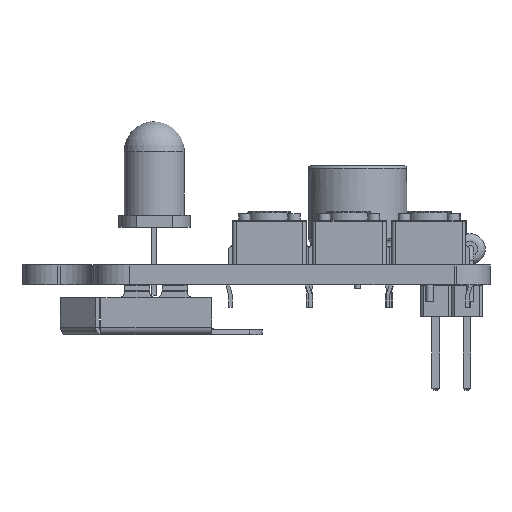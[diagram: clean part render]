
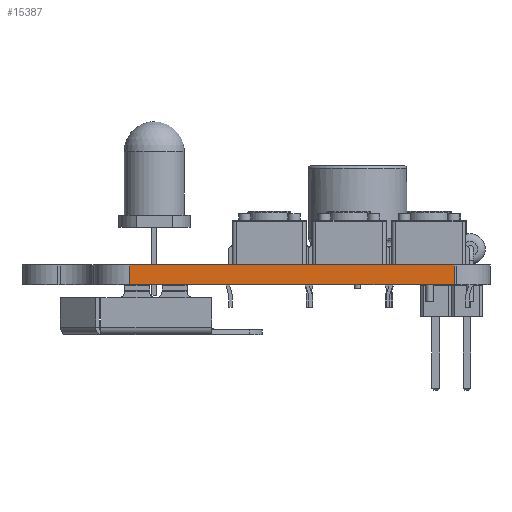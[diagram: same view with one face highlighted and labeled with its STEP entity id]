
A CAD part, left-side view. The second image highlights one B-rep face of the part: STEP entity #15387.
In plain terms, the highlighted planar face has unit normal (-1, 0, 0).
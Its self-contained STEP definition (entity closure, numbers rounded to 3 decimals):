
#13484 = VERTEX_POINT('',#13485);
#13485 = CARTESIAN_POINT('',(43.467,-124.25,0.));
#13492 = EDGE_CURVE('',#13493,#13484,#13495,.T.);
#13493 = VERTEX_POINT('',#13494);
#13494 = CARTESIAN_POINT('',(43.467,-150.589,0.));
#13495 = LINE('',#13496,#13497);
#13496 = CARTESIAN_POINT('',(43.467,-150.589,0.));
#13497 = VECTOR('',#13498,1.);
#13498 = DIRECTION('',(0.,1.,0.));
#14345 = VERTEX_POINT('',#14346);
#14346 = CARTESIAN_POINT('',(43.467,-124.25,1.6));
#14353 = EDGE_CURVE('',#14354,#14345,#14356,.T.);
#14354 = VERTEX_POINT('',#14355);
#14355 = CARTESIAN_POINT('',(43.467,-150.589,1.6));
#14356 = LINE('',#14357,#14358);
#14357 = CARTESIAN_POINT('',(43.467,-150.589,1.6));
#14358 = VECTOR('',#14359,1.);
#14359 = DIRECTION('',(0.,1.,0.));
#15357 = EDGE_CURVE('',#13484,#14345,#15358,.T.);
#15358 = LINE('',#15359,#15360);
#15359 = CARTESIAN_POINT('',(43.467,-124.25,0.));
#15360 = VECTOR('',#15361,1.);
#15361 = DIRECTION('',(0.,0.,1.));
#15387 = ADVANCED_FACE('',(#15388),#15399,.T.);
#15388 = FACE_BOUND('',#15389,.T.);
#15389 = EDGE_LOOP('',(#15390,#15396,#15397,#15398));
#15390 = ORIENTED_EDGE('',*,*,#15391,.T.);
#15391 = EDGE_CURVE('',#13493,#14354,#15392,.T.);
#15392 = LINE('',#15393,#15394);
#15393 = CARTESIAN_POINT('',(43.467,-150.589,0.));
#15394 = VECTOR('',#15395,1.);
#15395 = DIRECTION('',(0.,0.,1.));
#15396 = ORIENTED_EDGE('',*,*,#14353,.T.);
#15397 = ORIENTED_EDGE('',*,*,#15357,.F.);
#15398 = ORIENTED_EDGE('',*,*,#13492,.F.);
#15399 = PLANE('',#15400);
#15400 = AXIS2_PLACEMENT_3D('',#15401,#15402,#15403);
#15401 = CARTESIAN_POINT('',(43.467,-150.589,0.));
#15402 = DIRECTION('',(-1.,0.,0.));
#15403 = DIRECTION('',(0.,1.,0.));
